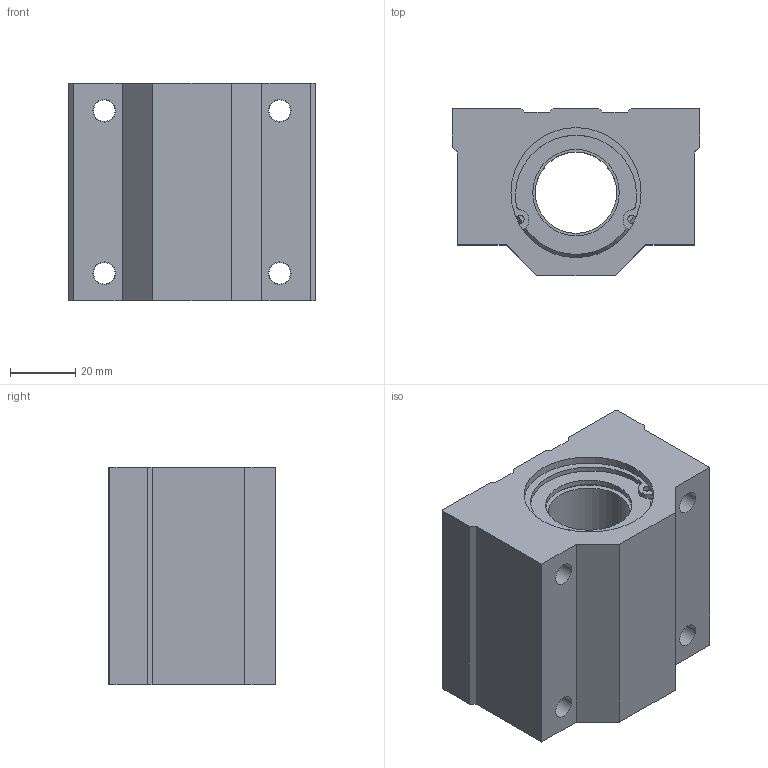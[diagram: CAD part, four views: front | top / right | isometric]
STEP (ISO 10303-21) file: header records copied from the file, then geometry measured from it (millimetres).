
FILE_DESCRIPTION(/* description */ ('STEP AP203'),/* implementation_level */ '2;1');
FILE_NAME(/* name */ 'SC25UU',/* time_stamp */ '2022-08-20T02:24:31+02:00',/* author */ ('License CC BY-ND 4.0'),/* organization */ ('CADENAS'),/* preprocessor_version */ 'ST-DEVELOPER v18.102',/* originating_system */ 'PARTsolutions',/* authorisation */ ' ');
FILE_SCHEMA (('CONFIG_CONTROL_DESIGN'));
Length unit declared in the file: millimetre
Products named in the file (4): SC25UU; LM25; Retaining ring GB 893.1-86 40; SC25UUbody
Assembly tree (4 placements, depth 2):
  SC25UU
    LM25
    Retaining ring GB 893.1-86 40  x2
    SC25UUbody
Bounding box: 76 x 51.5 x 67 mm (x, y, z)
Volume: 181993.5 mm3; surface area: 49061.6 mm2
Topology: 4 solids, 4 shells, 95 faces, 207 edges, 136 vertices
Faces by surface type: plane 48, cylinder 41, cone 6
Full cylindrical faces by diameter (mm): 2.5 x4, 6.647 x4, 7 x4, 25 x1, 26.6 x2, 28.2 x2, 38 x2, 40 x6, 42.5 x2
Entity records: 2241 total; most frequent: DIRECTION 394, CARTESIAN_POINT 350, ORIENTED_EDGE 292, AXIS2_PLACEMENT_3D 160, EDGE_CURVE 146, EDGE_LOOP 146, FACE_BOUND 146, VERTEX_POINT 116
